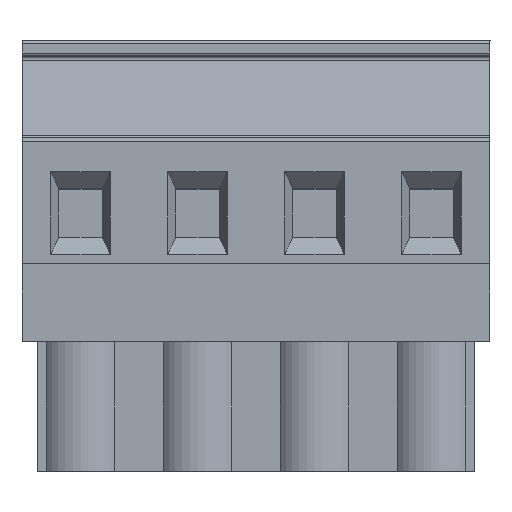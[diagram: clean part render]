
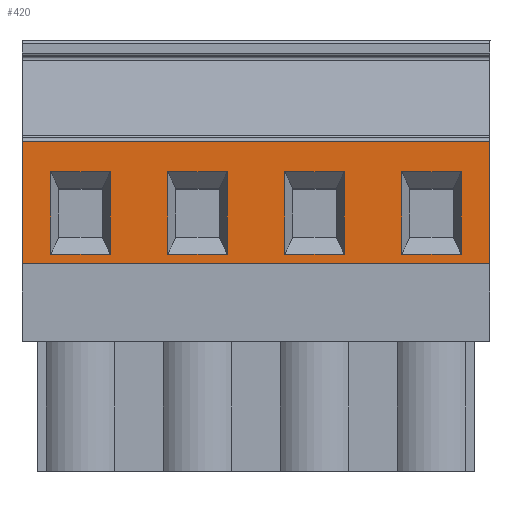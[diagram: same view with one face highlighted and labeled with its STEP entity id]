
A CAD part, top view. The second image highlights one B-rep face of the part: STEP entity #420.
In plain terms, the highlighted planar face has unit normal (0, 0, 1).
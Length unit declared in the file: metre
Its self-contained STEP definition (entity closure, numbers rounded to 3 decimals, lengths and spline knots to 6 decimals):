
#420=ADVANCED_FACE('',(#940,#941,#942,#943,#944),#945,.T.);
#940=FACE_BOUND('',#1555,.T.);
#941=FACE_BOUND('',#1556,.T.);
#942=FACE_OUTER_BOUND('',#1557,.T.);
#943=FACE_BOUND('',#1558,.T.);
#944=FACE_BOUND('',#1559,.T.);
#945=PLANE('',#1560);
#1555=EDGE_LOOP('',(#2768,#2769,#2770,#2771));
#1556=EDGE_LOOP('',(#2772,#2773,#2774,#2775));
#1557=EDGE_LOOP('',(#2776,#2777,#2778,#2779));
#1558=EDGE_LOOP('',(#2780,#2781,#2782,#2783));
#1559=EDGE_LOOP('',(#2784,#2785,#2786,#2787));
#1560=AXIS2_PLACEMENT_3D('',#2788,#2789,#2790);
#2768=ORIENTED_EDGE('',*,*,#3974,.F.);
#2769=ORIENTED_EDGE('',*,*,#3790,.F.);
#2770=ORIENTED_EDGE('',*,*,#3541,.F.);
#2771=ORIENTED_EDGE('',*,*,#3794,.F.);
#2772=ORIENTED_EDGE('',*,*,#3584,.T.);
#2773=ORIENTED_EDGE('',*,*,#3580,.T.);
#2774=ORIENTED_EDGE('',*,*,#3651,.T.);
#2775=ORIENTED_EDGE('',*,*,#3660,.F.);
#2776=ORIENTED_EDGE('',*,*,#3975,.F.);
#2777=ORIENTED_EDGE('',*,*,#3976,.F.);
#2778=ORIENTED_EDGE('',*,*,#3878,.F.);
#2779=ORIENTED_EDGE('',*,*,#3977,.T.);
#2780=ORIENTED_EDGE('',*,*,#3978,.F.);
#2781=ORIENTED_EDGE('',*,*,#3979,.F.);
#2782=ORIENTED_EDGE('',*,*,#3980,.F.);
#2783=ORIENTED_EDGE('',*,*,#3981,.F.);
#2784=ORIENTED_EDGE('',*,*,#3982,.F.);
#2785=ORIENTED_EDGE('',*,*,#3983,.F.);
#2786=ORIENTED_EDGE('',*,*,#3984,.F.);
#2787=ORIENTED_EDGE('',*,*,#3985,.F.);
#2788=CARTESIAN_POINT('',(0.,0.00397,-0.00095));
#2789=DIRECTION('',(0.0,0.0,1.0));
#2790=DIRECTION('',(1.0,0.0,0.0));
#3541=EDGE_CURVE('',#4200,#4201,#4202,.T.);
#3580=EDGE_CURVE('',#4260,#4269,#4271,.T.);
#3584=EDGE_CURVE('',#4274,#4260,#4277,.T.);
#3651=EDGE_CURVE('',#4269,#4372,#4374,.T.);
#3660=EDGE_CURVE('',#4274,#4372,#4383,.T.);
#3790=EDGE_CURVE('',#4201,#4578,#4579,.T.);
#3794=EDGE_CURVE('',#4582,#4200,#4584,.T.);
#3878=EDGE_CURVE('',#4712,#4713,#4714,.T.);
#3974=EDGE_CURVE('',#4578,#4582,#4873,.T.);
#3975=EDGE_CURVE('',#4874,#4875,#4876,.T.);
#3976=EDGE_CURVE('',#4713,#4874,#4877,.T.);
#3977=EDGE_CURVE('',#4712,#4875,#4878,.T.);
#3978=EDGE_CURVE('',#4879,#4880,#4881,.T.);
#3979=EDGE_CURVE('',#4882,#4879,#4883,.T.);
#3980=EDGE_CURVE('',#4884,#4882,#4885,.T.);
#3981=EDGE_CURVE('',#4880,#4884,#4886,.T.);
#3982=EDGE_CURVE('',#4887,#4888,#4889,.T.);
#3983=EDGE_CURVE('',#4890,#4887,#4891,.T.);
#3984=EDGE_CURVE('',#4892,#4890,#4893,.T.);
#3985=EDGE_CURVE('',#4888,#4892,#4894,.T.);
#4200=VERTEX_POINT('',#5197);
#4201=VERTEX_POINT('',#5198);
#4202=LINE('',#5199,#5200);
#4260=VERTEX_POINT('',#5282);
#4269=VERTEX_POINT('',#5295);
#4271=LINE('',#5298,#5299);
#4274=VERTEX_POINT('',#5302);
#4277=LINE('',#5307,#5308);
#4372=VERTEX_POINT('',#5446);
#4374=LINE('',#5449,#5450);
#4383=LINE('',#5461,#5462);
#4578=VERTEX_POINT('',#5727);
#4579=LINE('',#5728,#5729);
#4582=VERTEX_POINT('',#5733);
#4584=LINE('',#5736,#5737);
#4712=VERTEX_POINT('',#5895);
#4713=VERTEX_POINT('',#5896);
#4714=LINE('',#5897,#5898);
#4873=LINE('',#6122,#6123);
#4874=VERTEX_POINT('',#6124);
#4875=VERTEX_POINT('',#6125);
#4876=LINE('',#6126,#6127);
#4877=LINE('',#6128,#6129);
#4878=LINE('',#6130,#6131);
#4879=VERTEX_POINT('',#6132);
#4880=VERTEX_POINT('',#6133);
#4881=LINE('',#6134,#6135);
#4882=VERTEX_POINT('',#6136);
#4883=LINE('',#6137,#6138);
#4884=VERTEX_POINT('',#6139);
#4885=LINE('',#6140,#6141);
#4886=LINE('',#6142,#6143);
#4887=VERTEX_POINT('',#6144);
#4888=VERTEX_POINT('',#6145);
#4889=LINE('',#6146,#6147);
#4890=VERTEX_POINT('',#6148);
#4891=LINE('',#6149,#6150);
#4892=VERTEX_POINT('',#6151);
#4893=LINE('',#6152,#6153);
#4894=LINE('',#6154,#6155);
#5197=CARTESIAN_POINT('',(0.009395,0.010904,-0.00095));
#5198=CARTESIAN_POINT('',(0.009395,0.005596,-0.00095));
#5199=CARTESIAN_POINT('',(0.009395,0.005596,-0.00095));
#5200=VECTOR('',#6515,1.0);
#5282=CARTESIAN_POINT('',(0.005725,0.010904,-0.00095));
#5295=CARTESIAN_POINT('',(0.005725,0.005596,-0.00095));
#5298=CARTESIAN_POINT('',(0.005725,0.004026,-0.00095));
#5299=VECTOR('',#6551,1.0);
#5302=CARTESIAN_POINT('',(0.001895,0.010904,-0.00095));
#5307=CARTESIAN_POINT('',(0.,0.010904,-0.00095));
#5308=VECTOR('',#6554,1.0);
#5446=CARTESIAN_POINT('',(0.001895,0.005596,-0.00095));
#5449=CARTESIAN_POINT('',(0.,0.005596,-0.00095));
#5450=VECTOR('',#6623,1.0);
#5461=CARTESIAN_POINT('',(0.001895,0.004026,-0.00095));
#5462=VECTOR('',#6629,1.0);
#5727=CARTESIAN_POINT('',(0.013225,0.005596,-0.00095));
#5728=CARTESIAN_POINT('',(0.013225,0.005596,-0.00095));
#5729=VECTOR('',#6763,1.0);
#5733=CARTESIAN_POINT('',(0.013225,0.010904,-0.00095));
#5736=CARTESIAN_POINT('',(0.009395,0.010904,-0.00095));
#5737=VECTOR('',#6766,1.0);
#5895=CARTESIAN_POINT('',(0.00006,0.012852,-0.00095));
#5896=CARTESIAN_POINT('',(0.03006,0.012852,-0.00095));
#5897=CARTESIAN_POINT('',(0.,0.012852,-0.00095));
#5898=VECTOR('',#6893,1.0);
#6122=CARTESIAN_POINT('',(0.013225,0.010904,-0.00095));
#6123=VECTOR('',#7004,1.0);
#6124=CARTESIAN_POINT('',(0.03006,0.005,-0.00095));
#6125=CARTESIAN_POINT('',(0.00006,0.005,-0.00095));
#6126=CARTESIAN_POINT('',(0.,0.005,-0.00095));
#6127=VECTOR('',#7005,1.0);
#6128=CARTESIAN_POINT('',(0.03006,0.00397,-0.00095));
#6129=VECTOR('',#7006,1.0);
#6130=CARTESIAN_POINT('',(0.00006,0.00397,-0.00095));
#6131=VECTOR('',#7007,1.0);
#6132=CARTESIAN_POINT('',(0.020725,0.005596,-0.00095));
#6133=CARTESIAN_POINT('',(0.020725,0.010904,-0.00095));
#6134=CARTESIAN_POINT('',(0.020725,0.010904,-0.00095));
#6135=VECTOR('',#7008,1.0);
#6136=CARTESIAN_POINT('',(0.016895,0.005596,-0.00095));
#6137=CARTESIAN_POINT('',(0.020725,0.005596,-0.00095));
#6138=VECTOR('',#7009,1.0);
#6139=CARTESIAN_POINT('',(0.016895,0.010904,-0.00095));
#6140=CARTESIAN_POINT('',(0.016895,0.005596,-0.00095));
#6141=VECTOR('',#7010,1.0);
#6142=CARTESIAN_POINT('',(0.016895,0.010904,-0.00095));
#6143=VECTOR('',#7011,1.0);
#6144=CARTESIAN_POINT('',(0.028225,0.010904,-0.00095));
#6145=CARTESIAN_POINT('',(0.024395,0.010904,-0.00095));
#6146=CARTESIAN_POINT('',(0.024395,0.010904,-0.00095));
#6147=VECTOR('',#7012,1.0);
#6148=CARTESIAN_POINT('',(0.028225,0.005596,-0.00095));
#6149=CARTESIAN_POINT('',(0.028225,0.010904,-0.00095));
#6150=VECTOR('',#7013,1.0);
#6151=CARTESIAN_POINT('',(0.024395,0.005596,-0.00095));
#6152=CARTESIAN_POINT('',(0.028225,0.005596,-0.00095));
#6153=VECTOR('',#7014,1.0);
#6154=CARTESIAN_POINT('',(0.024395,0.005596,-0.00095));
#6155=VECTOR('',#7015,1.0);
#6515=DIRECTION('',(0.,-1.0,0.0));
#6551=DIRECTION('',(0.,-1.0,0.0));
#6554=DIRECTION('',(1.0,0.,0.0));
#6623=DIRECTION('',(-1.0,0.,0.0));
#6629=DIRECTION('',(0.,-1.0,0.0));
#6763=DIRECTION('',(1.0,0.,0.0));
#6766=DIRECTION('',(-1.0,0.,0.0));
#6893=DIRECTION('',(1.0,0.,0.0));
#7004=DIRECTION('',(0.,1.0,0.0));
#7005=DIRECTION('',(-1.0,0.,0.0));
#7006=DIRECTION('',(0.,-1.0,0.0));
#7007=DIRECTION('',(0.,-1.0,0.0));
#7008=DIRECTION('',(0.,1.0,0.0));
#7009=DIRECTION('',(1.0,0.,0.0));
#7010=DIRECTION('',(0.,-1.0,0.0));
#7011=DIRECTION('',(-1.0,0.,0.0));
#7012=DIRECTION('',(-1.0,0.,0.0));
#7013=DIRECTION('',(0.,1.0,0.0));
#7014=DIRECTION('',(1.0,0.,0.0));
#7015=DIRECTION('',(0.,-1.0,0.0));
